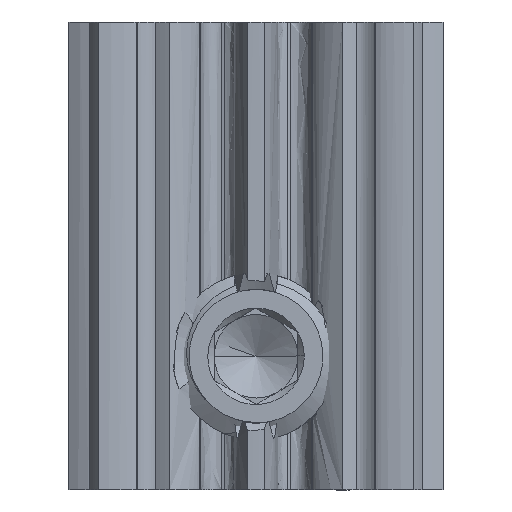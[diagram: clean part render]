
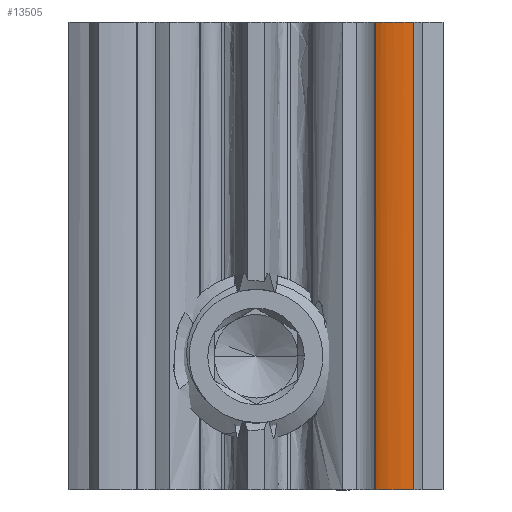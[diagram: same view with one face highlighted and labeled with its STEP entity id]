
A CAD part, front view. The second image highlights one B-rep face of the part: STEP entity #13505.
In plain terms, the highlighted free-form (B-spline) face has degree [3, 1] with [11, 2] control points.
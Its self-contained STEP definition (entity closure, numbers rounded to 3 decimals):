
#400 = VERTEX_POINT ( 'NONE', #14379 ) ;
#627 = CARTESIAN_POINT ( 'NONE',  ( 4.721, -3.012, 6. ) ) ;
#1027 = CARTESIAN_POINT ( 'NONE',  ( 3.569, -2.82, -8. ) ) ;
#1425 = CARTESIAN_POINT ( 'NONE',  ( 3.788, -2.917, -8. ) ) ;
#1477 = CARTESIAN_POINT ( 'NONE',  ( 3.908, -2.952, -8. ) ) ;
#1601 = CARTESIAN_POINT ( 'NONE',  ( 4.721, -3.012, -8. ) ) ;
#1957 = CARTESIAN_POINT ( 'NONE',  ( 4.721, -3.012, 6. ) ) ;
#2102 = CARTESIAN_POINT ( 'NONE',  ( 3.569, -2.82, 6. ) ) ;
#2209 = VERTEX_POINT ( 'NONE', #1957 ) ;
#2285 = CARTESIAN_POINT ( 'NONE',  ( 3.908, -2.952, 6. ) ) ;
#2500 = CARTESIAN_POINT ( 'NONE',  ( 4.721, -3.012, -8. ) ) ;
#2721 = VERTEX_POINT ( 'NONE', #13137 ) ;
#3341 = EDGE_CURVE ( 'NONE', #2721, #17115, #4828, .T. ) ;
#4069 = VECTOR ( 'NONE', #7419, 1000. ) ;
#4231 = CARTESIAN_POINT ( 'NONE',  ( 3.607, -2.842, -8. ) ) ;
#4241 = ORIENTED_EDGE ( 'NONE', *, *, #11953, .T. ) ;
#4295 = CARTESIAN_POINT ( 'NONE',  ( 4.222, -3.007, 6. ) ) ;
#4512 = LINE ( 'NONE', #627, #4069 ) ;
#4828 = B_SPLINE_CURVE_WITH_KNOTS ( 'NONE', 3,
 ( #2500, #8231, #12350, #6829, #17938, #9450, #11034, #1027 ),
 .UNSPECIFIED., .F., .F.,
 ( 4, 2, 2, 4 ),
 ( 0., 0.001, 0.001, 0.001 ),
 .UNSPECIFIED. ) ;
#4924 = EDGE_LOOP ( 'NONE', ( #14096, #6390, #4241, #9396 ) ) ;
#5282 = CARTESIAN_POINT ( 'NONE',  ( 4.585, -3.02, 6. ) ) ;
#5710 = CARTESIAN_POINT ( 'NONE',  ( 3.677, -2.876, -8. ) ) ;
#6390 = ORIENTED_EDGE ( 'NONE', *, *, #3341, .F. ) ;
#6827 = CARTESIAN_POINT ( 'NONE',  ( 3.569, -2.82, 6. ) ) ;
#6829 = CARTESIAN_POINT ( 'NONE',  ( 4.033, -2.98, -8. ) ) ;
#6877 = CARTESIAN_POINT ( 'NONE',  ( 4.689, -3.014, 6. ) ) ;
#7045 = CARTESIAN_POINT ( 'NONE',  ( 3.788, -2.917, 6. ) ) ;
#7394 = B_SPLINE_CURVE_WITH_KNOTS ( 'NONE', 3,
 ( #2102, #11936, #8135, #10695, #2285, #15210, #10886, #16616, #5282, #15018, #17906 ),
 .UNSPECIFIED., .F., .F.,
 ( 4, 1, 1, 1, 1, 1, 1, 1, 4 ),
 ( 0., 0.082, 0.146, 0.224, 0.316, 0.424, 0.546, 0.682, 0.742 ),
 .UNSPECIFIED. ) ;
#7419 = DIRECTION ( 'NONE',  ( 0., 0., 1. ) ) ;
#7776 = CARTESIAN_POINT ( 'NONE',  ( 3.569, -2.82, -8. ) ) ;
#8135 = CARTESIAN_POINT ( 'NONE',  ( 3.677, -2.876, 6. ) ) ;
#8210 = B_SPLINE_SURFACE_WITH_KNOTS ( 'NONE', 3, 1, ( 
 ( #12628, #12692 ),
 ( #15466, #4231 ),
 ( #18287, #5710 ),
 ( #7045, #1425 ),
 ( #14000, #1477 ),
 ( #16865, #11258 ),
 ( #4295, #14125 ),
 ( #15523, #11320 ),
 ( #12454, #12509 ),
 ( #6877, #8752 ),
 ( #15642, #1601 ) ),
 .UNSPECIFIED., .F., .F., .F.,
 ( 4, 1, 1, 1, 1, 1, 1, 1, 4 ),
 ( 2, 2 ),
 ( 0., 0.082, 0.146, 0.224, 0.316, 0.424, 0.546, 0.682, 0.742 ),
 ( 0., 1. ),
 .UNSPECIFIED. ) ;
#8231 = CARTESIAN_POINT ( 'NONE',  ( 4.524, -3.025, -8. ) ) ;
#8752 = CARTESIAN_POINT ( 'NONE',  ( 4.689, -3.014, -8. ) ) ;
#9396 = ORIENTED_EDGE ( 'NONE', *, *, #16306, .F. ) ;
#9450 = CARTESIAN_POINT ( 'NONE',  ( 3.748, -2.905, -8. ) ) ;
#9611 = EDGE_CURVE ( 'NONE', #400, #17115, #12603, .T. ) ;
#10695 = CARTESIAN_POINT ( 'NONE',  ( 3.788, -2.917, 6. ) ) ;
#10886 = CARTESIAN_POINT ( 'NONE',  ( 4.222, -3.007, 6. ) ) ;
#11034 = CARTESIAN_POINT ( 'NONE',  ( 3.654, -2.871, -8. ) ) ;
#11258 = CARTESIAN_POINT ( 'NONE',  ( 4.052, -2.983, -8. ) ) ;
#11269 = DIRECTION ( 'NONE',  ( 0., 0., -1. ) ) ;
#11320 = CARTESIAN_POINT ( 'NONE',  ( 4.416, -3.02, -8. ) ) ;
#11936 = CARTESIAN_POINT ( 'NONE',  ( 3.607, -2.842, 6. ) ) ;
#11953 = EDGE_CURVE ( 'NONE', #2721, #2209, #4512, .T. ) ;
#12350 = CARTESIAN_POINT ( 'NONE',  ( 4.325, -3.021, -8. ) ) ;
#12454 = CARTESIAN_POINT ( 'NONE',  ( 4.585, -3.02, 6. ) ) ;
#12509 = CARTESIAN_POINT ( 'NONE',  ( 4.585, -3.02, -8. ) ) ;
#12603 = LINE ( 'NONE', #6827, #18116 ) ;
#12628 = CARTESIAN_POINT ( 'NONE',  ( 3.569, -2.82, 6. ) ) ;
#12692 = CARTESIAN_POINT ( 'NONE',  ( 3.569, -2.82, -8. ) ) ;
#13137 = CARTESIAN_POINT ( 'NONE',  ( 4.721, -3.012, -8. ) ) ;
#13505 = ADVANCED_FACE ( 'NONE', ( #16798 ), #8210, .F. ) ;
#14000 = CARTESIAN_POINT ( 'NONE',  ( 3.908, -2.952, 6. ) ) ;
#14096 = ORIENTED_EDGE ( 'NONE', *, *, #9611, .T. ) ;
#14125 = CARTESIAN_POINT ( 'NONE',  ( 4.222, -3.007, -8. ) ) ;
#14379 = CARTESIAN_POINT ( 'NONE',  ( 3.569, -2.82, 6. ) ) ;
#15018 = CARTESIAN_POINT ( 'NONE',  ( 4.689, -3.014, 6. ) ) ;
#15210 = CARTESIAN_POINT ( 'NONE',  ( 4.052, -2.983, 6. ) ) ;
#15466 = CARTESIAN_POINT ( 'NONE',  ( 3.607, -2.842, 6. ) ) ;
#15523 = CARTESIAN_POINT ( 'NONE',  ( 4.416, -3.02, 6. ) ) ;
#15642 = CARTESIAN_POINT ( 'NONE',  ( 4.721, -3.012, 6. ) ) ;
#16306 = EDGE_CURVE ( 'NONE', #400, #2209, #7394, .T. ) ;
#16616 = CARTESIAN_POINT ( 'NONE',  ( 4.416, -3.02, 6. ) ) ;
#16798 = FACE_OUTER_BOUND ( 'NONE', #4924, .T. ) ;
#16865 = CARTESIAN_POINT ( 'NONE',  ( 4.052, -2.983, 6. ) ) ;
#17115 = VERTEX_POINT ( 'NONE', #7776 ) ;
#17906 = CARTESIAN_POINT ( 'NONE',  ( 4.721, -3.012, 6. ) ) ;
#17938 = CARTESIAN_POINT ( 'NONE',  ( 3.937, -2.96, -8. ) ) ;
#18116 = VECTOR ( 'NONE', #11269, 1000. ) ;
#18287 = CARTESIAN_POINT ( 'NONE',  ( 3.677, -2.876, 6. ) ) ;
